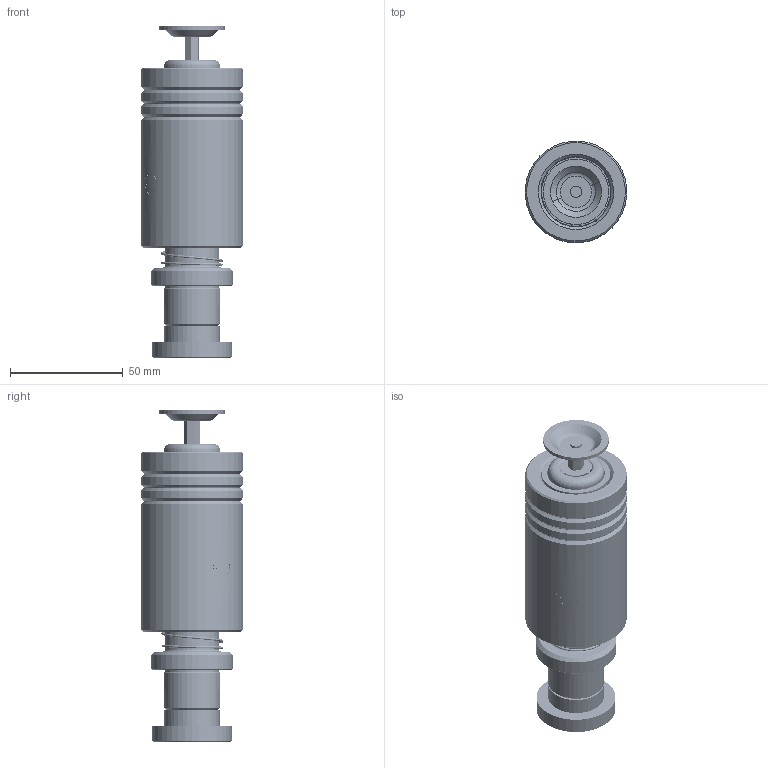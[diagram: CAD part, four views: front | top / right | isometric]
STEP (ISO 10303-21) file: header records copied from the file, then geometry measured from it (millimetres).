
FILE_DESCRIPTION (( 'STEP AP214' ), '1' );
FILE_NAME ('HMSH(HMJH)-D25-L100(BL-80).STEP', '2024-10-09T08:00:45', ( '111' ), ( '21222' ), 'SwSTEP 2.0', 'SolidWorks 2020', '' );
FILE_SCHEMA (( 'AUTOMOTIVE_DESIGN' ));
Length unit declared in the file: millimetre
Products named in the file (12): BALL-D3; GTM-M12蹟簽; HWP-D27.5-d25.5-L40; TBSH-30.5-25.5-L75; TBSH-D30.5-25.5-L75郪蚾; GTM-29郪蚾; GTM-29; HMSH(HMJH)-D25-L100(BL-80); DRPM-D25-L110; GTM-3-縐种; DRPM蹟簽D25; TBB-D45-d31-L80
Assembly tree (296 placements, depth 3):
  HMSH(HMJH)-D25-L100(BL-80)
    DRPM-D25-L110
    DRPM蹟簽D25
    TBB-D45-d31-L80
    TBSH-D30.5-25.5-L75郪蚾
      BALL-D3  x286
      TBSH-30.5-25.5-L75
    HWP-D27.5-d25.5-L40
    GTM-29郪蚾
      GTM-29
      GTM-3-縐种
      GTM-M12蹟簽
Bounding box: 44.84 x 44.84 x 147 mm (x, y, z)
Volume: 147552.2 mm3; surface area: 70886.8 mm2
Topology: 294 solids, 294 shells, 1362 faces, 5705 edges, 3786 vertices
Faces by surface type: sphere 1144, cylinder 68, plane 50, cone 46, torus 32, bspline 22
Entity records: 56137 total; most frequent: CARTESIAN_POINT 33592, ORIENTED_EDGE 4520, DIRECTION 3933, EDGE_CURVE 2260, AXIS2_PLACEMENT_3D 1868, VERTEX_POINT 1478, EDGE_LOOP 1366, B_SPLINE_CURVE_WITH_KNOTS 1246
